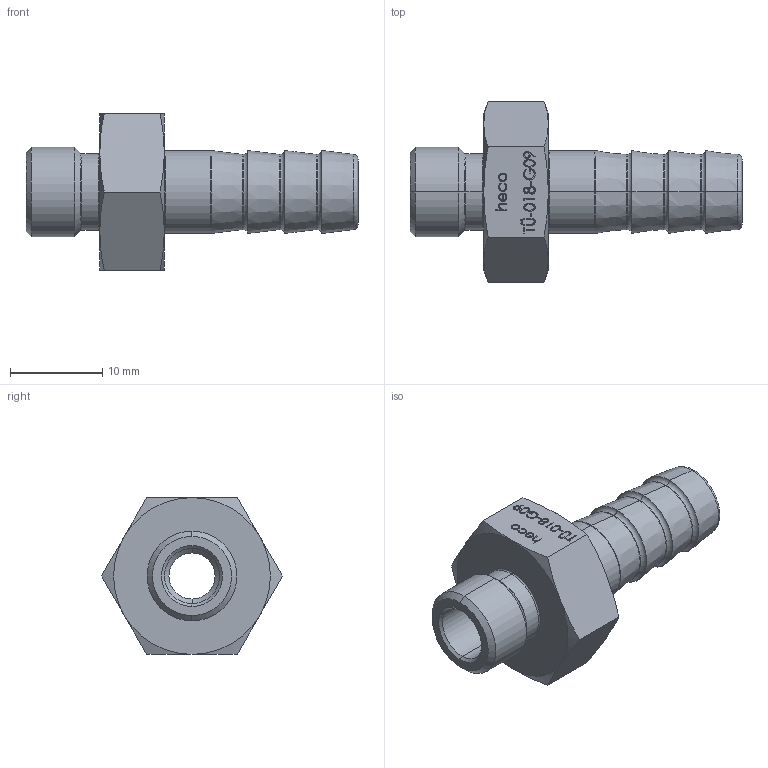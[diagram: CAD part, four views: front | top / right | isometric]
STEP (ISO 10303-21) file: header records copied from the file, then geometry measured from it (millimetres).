
FILE_DESCRIPTION (( 'STEP AP214' ), '1' );
FILE_NAME ('TÜ-018-G09-x Schlauchtülle 6Kt zyl 1806.STEP', '2018-06-04T13:01:28', ( '' ), ( '' ), 'SwSTEP 2.0', 'SolidWorks 2016', '' );
FILE_SCHEMA (( 'AUTOMOTIVE_DESIGN' ));
Length unit declared in the file: millimetre
Products named in the file (1): TÜ-018-G09-x Schlauchtülle 6Kt zyl 1806
Bounding box: 36 x 19.63 x 17 mm (x, y, z)
Volume: 2688.5 mm3; surface area: 2303.7 mm2
Topology: 1 solids, 1 shells, 246 faces, 601 edges, 382 vertices
Faces by surface type: bspline 103, plane 81, cone 30, torus 22, cylinder 10
Entity records: 14880 total; most frequent: CARTESIAN_POINT 7917, ORIENTED_EDGE 1202, DIRECTION 749, EDGE_CURVE 601, VERTEX_POINT 382, VECTOR 281, LINE 281, EDGE_LOOP 273
